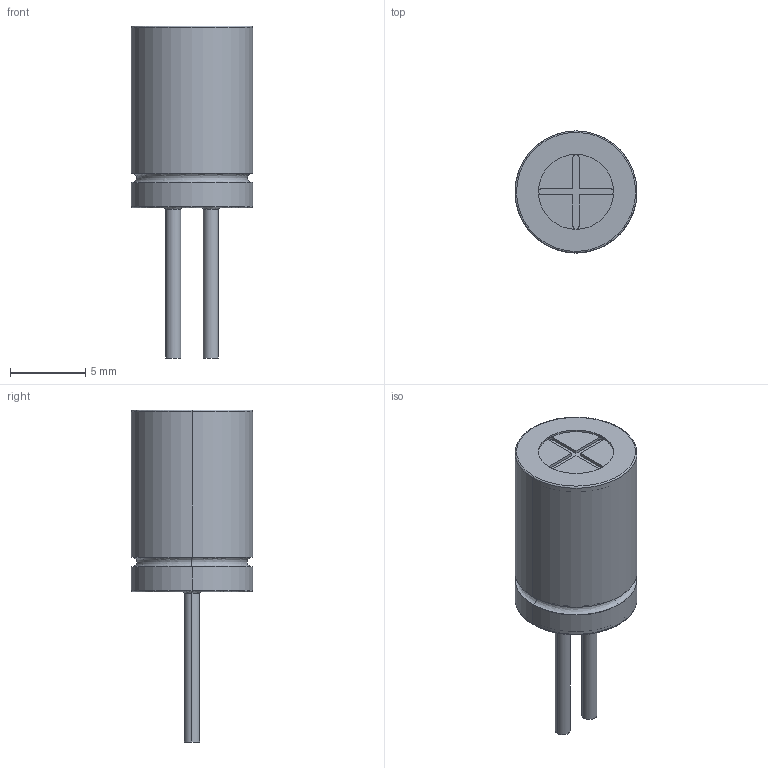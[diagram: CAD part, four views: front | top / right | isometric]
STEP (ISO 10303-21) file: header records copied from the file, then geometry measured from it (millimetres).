
FILE_DESCRIPTION (( 'STEP AP214' ), '1' );
FILE_NAME ('User Library-CAP 8x12.STEP', '2010-07-18T03:57:08', ( 'sysAdmin' ), ( 'SolidWorks' ), 'SwSTEP 2.0', 'SolidWorks 2010', '' );
FILE_SCHEMA (( 'AUTOMOTIVE_DESIGN' ));
Length unit declared in the file: millimetre
Products named in the file (7): User Library-CAP 8x12_6_1; User Library-CAP 8x12_4_1; User Library-CAP 8x12_3_1; User Library-CAP 8x12; User Library-CAP 8x12_2_1; User Library-CAP 8x12_1_1; User Library-CAP 8x12_5_1
Assembly tree (6 placements, depth 2):
  User Library-CAP 8x12
    User Library-CAP 8x12_1_1
    User Library-CAP 8x12_3_1
    User Library-CAP 8x12_4_1
    User Library-CAP 8x12_5_1
    User Library-CAP 8x12_2_1
    User Library-CAP 8x12_6_1
Bounding box: 8.12 x 8.12 x 22.12 mm (x, y, z)
Volume: 665.9 mm3; surface area: 1592.7 mm2
Topology: 6 solids, 6 shells, 82 faces, 177 edges, 110 vertices
Faces by surface type: cylinder 37, plane 23, bspline 22
Entity records: 3774 total; most frequent: CARTESIAN_POINT 814, DIRECTION 411, ORIENTED_EDGE 354, EDGE_CURVE 177, AXIS2_PLACEMENT_3D 175, VERTEX_POINT 110, CIRCLE 106, UNCERTAINTY_MEASURE_WITH_UNIT 101
